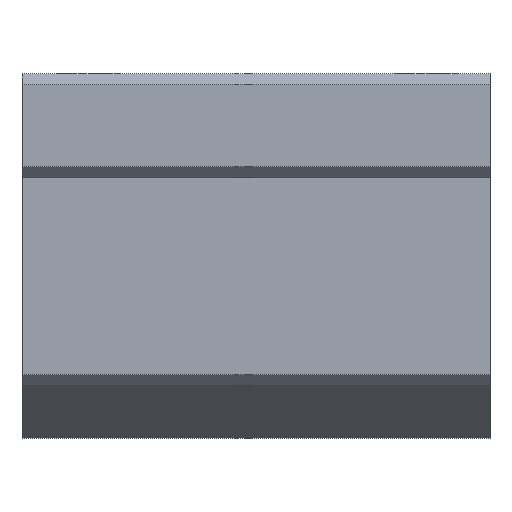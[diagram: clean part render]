
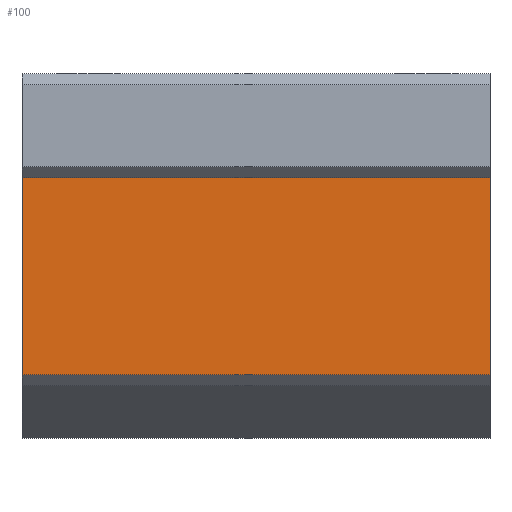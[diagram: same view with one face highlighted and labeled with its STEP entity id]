
A CAD part, top view. The second image highlights one B-rep face of the part: STEP entity #100.
In plain terms, the highlighted planar face has unit normal (0, 0, 1).
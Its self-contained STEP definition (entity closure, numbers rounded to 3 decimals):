
#100=ADVANCED_FACE('',(#235),#236,.T.);
#235=FACE_OUTER_BOUND('',#405,.T.);
#236=PLANE('',#406);
#405=EDGE_LOOP('',(#677,#678,#679,#680));
#406=AXIS2_PLACEMENT_3D('',#681,#682,#683);
#677=ORIENTED_EDGE('',*,*,#1154,.T.);
#678=ORIENTED_EDGE('',*,*,#1155,.F.);
#679=ORIENTED_EDGE('',*,*,#1156,.T.);
#680=ORIENTED_EDGE('',*,*,#1151,.T.);
#681=CARTESIAN_POINT('',(-18.0,-0.58,20.16));
#682=DIRECTION('',(0.,0.,1.0));
#683=DIRECTION('',(0.,-1.0,0.));
#1151=EDGE_CURVE('',#1468,#1466,#1469,.T.);
#1154=EDGE_CURVE('',#1466,#1472,#1473,.T.);
#1155=EDGE_CURVE('',#1474,#1472,#1475,.T.);
#1156=EDGE_CURVE('',#1474,#1468,#1476,.T.);
#1466=VERTEX_POINT('',#2048);
#1468=VERTEX_POINT('',#2051);
#1469=LINE('',#2052,#2053);
#1472=VERTEX_POINT('',#2057);
#1473=LINE('',#2058,#2059);
#1474=VERTEX_POINT('',#2060);
#1475=LINE('',#2061,#2062);
#1476=LINE('',#2063,#2064);
#2048=CARTESIAN_POINT('',(18.0,-8.16,20.16));
#2051=CARTESIAN_POINT('',(-18.0,-8.16,20.16));
#2052=CARTESIAN_POINT('',(-18.0,-8.16,20.16));
#2053=VECTOR('',#2453,1.0);
#2057=CARTESIAN_POINT('',(18.0,7.0,20.16));
#2058=CARTESIAN_POINT('',(18.0,7.0,20.16));
#2059=VECTOR('',#2455,1.0);
#2060=CARTESIAN_POINT('',(-18.0,7.0,20.16));
#2061=CARTESIAN_POINT('',(-18.0,7.0,20.16));
#2062=VECTOR('',#2456,1.0);
#2063=CARTESIAN_POINT('',(-18.0,7.0,20.16));
#2064=VECTOR('',#2457,1.0);
#2453=DIRECTION('',(1.0,0.0,0.));
#2455=DIRECTION('',(0.,1.0,0.));
#2456=DIRECTION('',(1.0,0.0,0.));
#2457=DIRECTION('',(0.,-1.0,0.));
